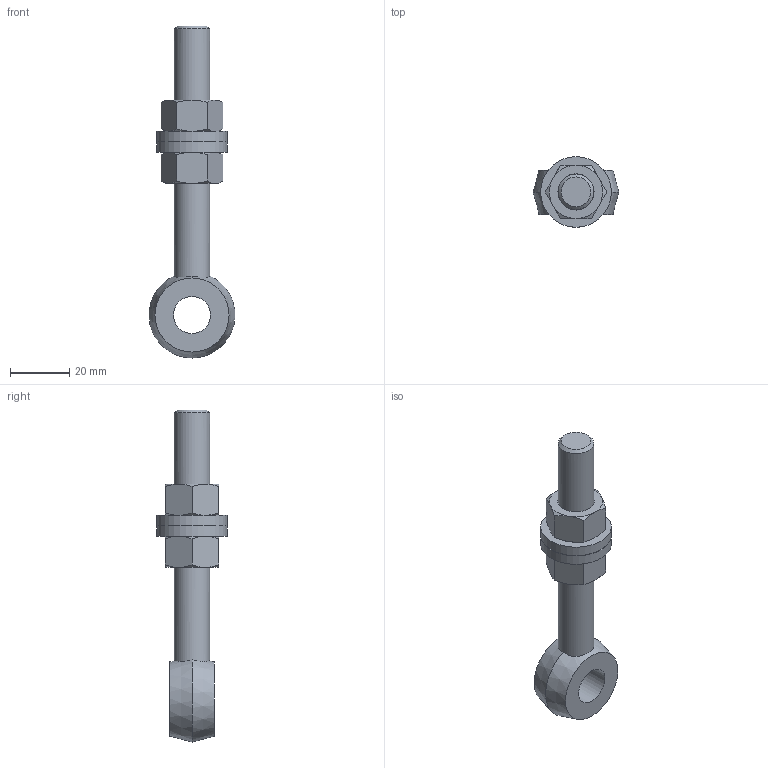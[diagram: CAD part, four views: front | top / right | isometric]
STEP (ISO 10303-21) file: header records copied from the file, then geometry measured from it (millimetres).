
FILE_DESCRIPTION (( 'STEP AP203' ), '1' );
FILE_NAME ('121-M12-AS.step', '2023-08-22T07:44:45', ( '' ), ( '' ), 'SwSTEP 2.0', 'SolidWorks 2018', '' );
FILE_SCHEMA (( 'CONFIG_CONTROL_DESIGN' ));
Length unit declared in the file: millimetre
Products named in the file (4): 121-Mxx-AS Teil1_121-M12-AS Teil1; 121-Mxx-AS Teil3_121-M12-AS Teil3; 121-M12-AS; 121-Mxx-AS Teil2_121-M12-AS Teil2
Assembly tree (5 placements, depth 2):
  121-M12-AS
    121-Mxx-AS Teil1_121-M12-AS Teil1
    121-Mxx-AS Teil2_121-M12-AS Teil2  x2
    121-Mxx-AS Teil3_121-M12-AS Teil3  x2
Bounding box: 28.97 x 23.8 x 112 mm (x, y, z)
Volume: 22514.5 mm3; surface area: 10520.8 mm2
Topology: 5 solids, 5 shells, 164 faces, 400 edges, 257 vertices
Faces by surface type: plane 98, cone 31, bspline 27, cylinder 8
Full cylindrical faces by diameter (mm): 10.2 x2, 12 x1, 12.5 x1, 13 x2, 23.8 x2
Entity records: 5999 total; most frequent: CARTESIAN_POINT 2500, ORIENTED_EDGE 664, DIRECTION 515, EDGE_CURVE 332, LINE 225, VECTOR 225, VERTEX_POINT 222, EDGE_LOOP 164
